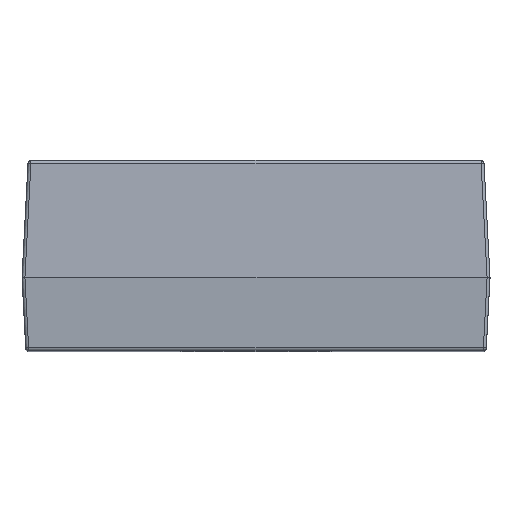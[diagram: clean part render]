
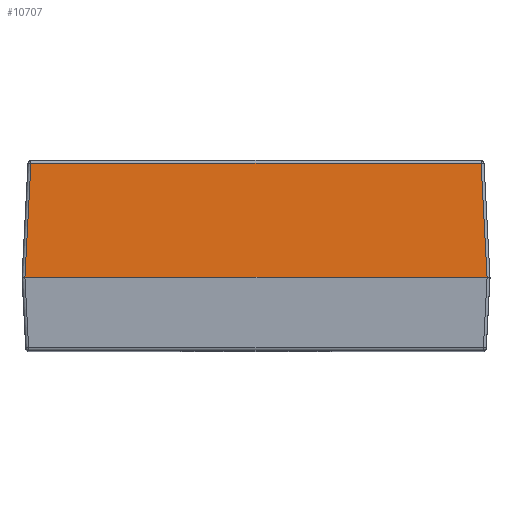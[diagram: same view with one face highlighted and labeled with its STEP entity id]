
A CAD part, top view. The second image highlights one B-rep face of the part: STEP entity #10707.
In plain terms, the highlighted planar face has unit normal (0, 0.052, 0.999).
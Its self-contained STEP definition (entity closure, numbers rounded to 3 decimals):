
#102 = LINE ( 'NONE', #4804, #9941 ) ;
#407 = DIRECTION ( 'NONE',  ( -1., 0., 0. ) ) ;
#410 = VECTOR ( 'NONE', #14891, 1000. ) ;
#1134 = PLANE ( 'NONE',  #9776 ) ;
#2596 = CARTESIAN_POINT ( 'NONE',  ( 3.95, 0., 11. ) ) ;
#2795 = EDGE_CURVE ( 'NONE', #6248, #12357, #8931, .T. ) ;
#3184 = VERTEX_POINT ( 'NONE', #10634 ) ;
#4246 = ORIENTED_EDGE ( 'NONE', *, *, #10288, .T. ) ;
#4389 = DIRECTION ( 'NONE',  ( 0., 0.052, 0.999 ) ) ;
#4588 = DIRECTION ( 'NONE',  ( -1., 0., 0. ) ) ;
#4804 = CARTESIAN_POINT ( 'NONE',  ( -3.895, 1.953, 10.898 ) ) ;
#5691 = LINE ( 'NONE', #10289, #410 ) ;
#5950 = DIRECTION ( 'NONE',  ( -1., 0., 0. ) ) ;
#6248 = VERTEX_POINT ( 'NONE', #8180 ) ;
#6960 = ORIENTED_EDGE ( 'NONE', *, *, #11668, .T. ) ;
#7049 = CARTESIAN_POINT ( 'NONE',  ( -4., 0., 11. ) ) ;
#7158 = VECTOR ( 'NONE', #13542, 1000. ) ;
#7882 = VERTEX_POINT ( 'NONE', #2596 ) ;
#8180 = CARTESIAN_POINT ( 'NONE',  ( -3.848, 1.953, 10.898 ) ) ;
#8931 = LINE ( 'NONE', #14441, #7158 ) ;
#9776 = AXIS2_PLACEMENT_3D ( 'NONE', #10120, #4389, #5950 ) ;
#9941 = VECTOR ( 'NONE', #4588, 1000. ) ;
#10120 = CARTESIAN_POINT ( 'NONE',  ( 0., 2., 10.895 ) ) ;
#10288 = EDGE_CURVE ( 'NONE', #3184, #6248, #102, .T. ) ;
#10289 = CARTESIAN_POINT ( 'NONE',  ( 3.835, 2.2, 10.885 ) ) ;
#10312 = ORIENTED_EDGE ( 'NONE', *, *, #12701, .F. ) ;
#10344 = FACE_OUTER_BOUND ( 'NONE', #12116, .T. ) ;
#10634 = CARTESIAN_POINT ( 'NONE',  ( 3.848, 1.953, 10.898 ) ) ;
#10707 = ADVANCED_FACE ( 'NONE', ( #10344 ), #1134, .T. ) ;
#10757 = LINE ( 'NONE', #7049, #14076 ) ;
#11668 = EDGE_CURVE ( 'NONE', #7882, #3184, #5691, .T. ) ;
#12116 = EDGE_LOOP ( 'NONE', ( #4246, #13181, #10312, #6960 ) ) ;
#12357 = VERTEX_POINT ( 'NONE', #13803 ) ;
#12701 = EDGE_CURVE ( 'NONE', #7882, #12357, #10757, .T. ) ;
#13181 = ORIENTED_EDGE ( 'NONE', *, *, #2795, .T. ) ;
#13542 = DIRECTION ( 'NONE',  ( -0.052, -0.997, 0.052 ) ) ;
#13803 = CARTESIAN_POINT ( 'NONE',  ( -3.95, 0., 11. ) ) ;
#14076 = VECTOR ( 'NONE', #407, 1000. ) ;
#14441 = CARTESIAN_POINT ( 'NONE',  ( -3.835, 2.2, 10.885 ) ) ;
#14891 = DIRECTION ( 'NONE',  ( -0.052, 0.997, -0.052 ) ) ;
